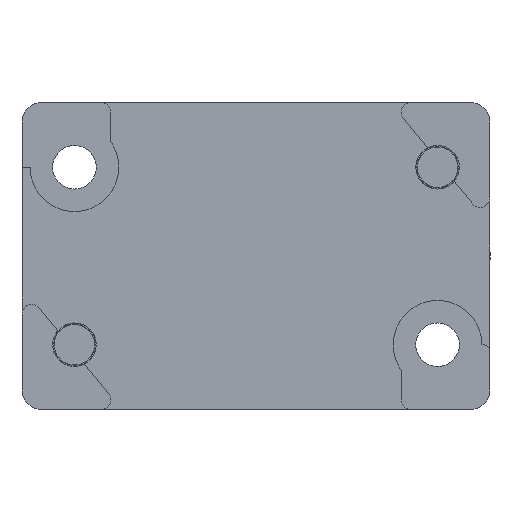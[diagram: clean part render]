
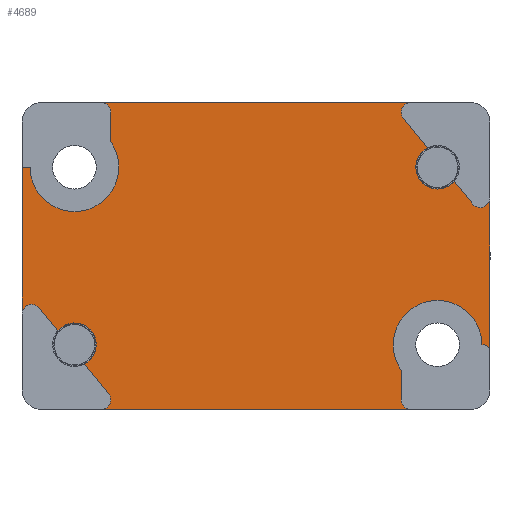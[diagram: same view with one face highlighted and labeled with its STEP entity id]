
A CAD part, front view. The second image highlights one B-rep face of the part: STEP entity #4689.
In plain terms, the highlighted planar face has unit normal (0, -1, 0).
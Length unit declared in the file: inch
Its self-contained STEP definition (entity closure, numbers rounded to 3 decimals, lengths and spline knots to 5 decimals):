
#525=LINE('',#13414,#873);
#553=LINE('',#13577,#901);
#583=LINE('',#13739,#931);
#586=LINE('',#13746,#934);
#588=LINE('',#13753,#936);
#591=LINE('',#13761,#939);
#594=LINE('',#13769,#942);
#598=LINE('',#13778,#946);
#601=LINE('',#13785,#949);
#603=LINE('',#13792,#951);
#606=LINE('',#13800,#954);
#609=LINE('',#13808,#957);
#873=VECTOR('',#6029,0.01);
#901=VECTOR('',#6121,0.05004);
#931=VECTOR('',#6215,0.18205);
#934=VECTOR('',#6224,0.95);
#936=VECTOR('',#6232,0.18189);
#939=VECTOR('',#6241,1.91996);
#942=VECTOR('',#6250,0.23553);
#946=VECTOR('',#6260,0.17992);
#949=VECTOR('',#6269,0.91);
#951=VECTOR('',#6277,0.18189);
#954=VECTOR('',#6286,1.91996);
#957=VECTOR('',#6295,0.23553);
#1264=FACE_OUTER_BOUND('',#1548,.T.);
#1548=EDGE_LOOP('',(#3975,#3976,#3977,#3978,#3979,#3980,#3981,#3982,#3983,
#3984,#3985,#3986,#3987,#3988,#3989,#3990,#3991,#3992,#3993,#3994,#3995,
#3996,#3997,#3998));
#1764=CIRCLE('',#5087,0.04);
#1794=CIRCLE('',#5155,0.06);
#1795=CIRCLE('',#5158,0.275);
#1796=CIRCLE('',#5161,0.06);
#1797=CIRCLE('',#5164,0.06);
#1798=CIRCLE('',#5167,0.135);
#1799=CIRCLE('',#5170,0.06004);
#1800=CIRCLE('',#5173,0.275);
#1801=CIRCLE('',#5176,0.06);
#1802=CIRCLE('',#5179,0.06);
#1803=CIRCLE('',#5182,0.135);
#1804=CIRCLE('',#5183,0.135);
#2084=VERTEX_POINT('',#13403);
#2085=VERTEX_POINT('',#13405);
#2087=VERTEX_POINT('',#13413);
#2115=VERTEX_POINT('',#13574);
#2116=VERTEX_POINT('',#13576);
#2141=VERTEX_POINT('',#13736);
#2142=VERTEX_POINT('',#13738);
#2143=VERTEX_POINT('',#13742);
#2144=VERTEX_POINT('',#13748);
#2145=VERTEX_POINT('',#13752);
#2146=VERTEX_POINT('',#13756);
#2147=VERTEX_POINT('',#13760);
#2148=VERTEX_POINT('',#13764);
#2149=VERTEX_POINT('',#13768);
#2150=VERTEX_POINT('',#13772);
#2151=VERTEX_POINT('',#13777);
#2152=VERTEX_POINT('',#13781);
#2153=VERTEX_POINT('',#13787);
#2154=VERTEX_POINT('',#13791);
#2155=VERTEX_POINT('',#13795);
#2156=VERTEX_POINT('',#13799);
#2157=VERTEX_POINT('',#13803);
#2158=VERTEX_POINT('',#13807);
#2159=VERTEX_POINT('',#13811);
#2657=EDGE_CURVE('',#2084,#2085,#1764,.F.);
#2661=EDGE_CURVE('',#2085,#2087,#525,.F.);
#2706=EDGE_CURVE('',#2115,#2116,#553,.F.);
#2752=EDGE_CURVE('',#2141,#2142,#583,.T.);
#2755=EDGE_CURVE('',#2142,#2143,#1794,.F.);
#2756=EDGE_CURVE('',#2143,#2084,#586,.F.);
#2758=EDGE_CURVE('',#2087,#2144,#1795,.F.);
#2759=EDGE_CURVE('',#2144,#2145,#588,.F.);
#2761=EDGE_CURVE('',#2145,#2146,#1796,.F.);
#2763=EDGE_CURVE('',#2146,#2147,#591,.F.);
#2765=EDGE_CURVE('',#2147,#2148,#1797,.F.);
#2767=EDGE_CURVE('',#2148,#2149,#594,.T.);
#2769=EDGE_CURVE('',#2149,#2150,#1798,.F.);
#2772=EDGE_CURVE('',#2150,#2151,#598,.T.);
#2774=EDGE_CURVE('',#2151,#2152,#1799,.F.);
#2776=EDGE_CURVE('',#2152,#2115,#601,.T.);
#2778=EDGE_CURVE('',#2116,#2153,#1800,.F.);
#2779=EDGE_CURVE('',#2153,#2154,#603,.T.);
#2781=EDGE_CURVE('',#2154,#2155,#1801,.F.);
#2783=EDGE_CURVE('',#2155,#2156,#606,.T.);
#2785=EDGE_CURVE('',#2156,#2157,#1802,.F.);
#2787=EDGE_CURVE('',#2157,#2158,#609,.T.);
#2789=EDGE_CURVE('',#2158,#2159,#1803,.F.);
#2791=EDGE_CURVE('',#2159,#2141,#1804,.F.);
#3975=ORIENTED_EDGE('',*,*,#2789,.F.);
#3976=ORIENTED_EDGE('',*,*,#2787,.F.);
#3977=ORIENTED_EDGE('',*,*,#2785,.F.);
#3978=ORIENTED_EDGE('',*,*,#2783,.F.);
#3979=ORIENTED_EDGE('',*,*,#2781,.F.);
#3980=ORIENTED_EDGE('',*,*,#2779,.F.);
#3981=ORIENTED_EDGE('',*,*,#2778,.F.);
#3982=ORIENTED_EDGE('',*,*,#2706,.F.);
#3983=ORIENTED_EDGE('',*,*,#2776,.F.);
#3984=ORIENTED_EDGE('',*,*,#2774,.F.);
#3985=ORIENTED_EDGE('',*,*,#2772,.F.);
#3986=ORIENTED_EDGE('',*,*,#2769,.F.);
#3987=ORIENTED_EDGE('',*,*,#2767,.F.);
#3988=ORIENTED_EDGE('',*,*,#2765,.F.);
#3989=ORIENTED_EDGE('',*,*,#2763,.F.);
#3990=ORIENTED_EDGE('',*,*,#2761,.F.);
#3991=ORIENTED_EDGE('',*,*,#2759,.F.);
#3992=ORIENTED_EDGE('',*,*,#2758,.F.);
#3993=ORIENTED_EDGE('',*,*,#2661,.F.);
#3994=ORIENTED_EDGE('',*,*,#2657,.F.);
#3995=ORIENTED_EDGE('',*,*,#2756,.F.);
#3996=ORIENTED_EDGE('',*,*,#2755,.F.);
#3997=ORIENTED_EDGE('',*,*,#2752,.F.);
#3998=ORIENTED_EDGE('',*,*,#2791,.F.);
#4463=PLANE('',#5184);
#4689=ADVANCED_FACE('',(#1264),#4463,.F.);
#5087=AXIS2_PLACEMENT_3D('',#13406,#6020,#6021);
#5155=AXIS2_PLACEMENT_3D('',#13744,#6220,#6221);
#5158=AXIS2_PLACEMENT_3D('',#13750,#6228,#6229);
#5161=AXIS2_PLACEMENT_3D('',#13757,#6236,#6237);
#5164=AXIS2_PLACEMENT_3D('',#13765,#6245,#6246);
#5167=AXIS2_PLACEMENT_3D('',#13773,#6254,#6255);
#5170=AXIS2_PLACEMENT_3D('',#13782,#6264,#6265);
#5173=AXIS2_PLACEMENT_3D('',#13789,#6273,#6274);
#5176=AXIS2_PLACEMENT_3D('',#13796,#6281,#6282);
#5179=AXIS2_PLACEMENT_3D('',#13804,#6290,#6291);
#5182=AXIS2_PLACEMENT_3D('',#13812,#6299,#6300);
#5183=AXIS2_PLACEMENT_3D('',#13814,#6302,#6303);
#5184=AXIS2_PLACEMENT_3D('',#13815,#6304,#6305);
#6020=DIRECTION('center_axis',(0.,1.,0.));
#6021=DIRECTION('ref_axis',(0.,0.,1.));
#6029=DIRECTION('',(1.,0.,0.));
#6121=DIRECTION('',(-1.,0.,0.));
#6215=DIRECTION('',(0.63,0.,-0.777));
#6220=DIRECTION('center_axis',(0.,1.,0.));
#6221=DIRECTION('ref_axis',(0.,0.,1.));
#6224=DIRECTION('',(0.,0.,1.));
#6228=DIRECTION('center_axis',(0.,1.,0.));
#6229=DIRECTION('ref_axis',(0.,0.,1.));
#6232=DIRECTION('',(0.,0.,1.));
#6236=DIRECTION('center_axis',(0.,1.,0.));
#6237=DIRECTION('ref_axis',(0.,0.,1.));
#6241=DIRECTION('',(1.,0.,0.));
#6245=DIRECTION('center_axis',(0.,1.,0.));
#6246=DIRECTION('ref_axis',(0.,0.,1.));
#6250=DIRECTION('',(-0.63,0.,0.777));
#6254=DIRECTION('center_axis',(0.,1.,0.));
#6255=DIRECTION('ref_axis',(0.,0.,1.));
#6260=DIRECTION('',(-0.63,0.,0.777));
#6264=DIRECTION('center_axis',(0.,1.,0.));
#6265=DIRECTION('ref_axis',(0.,0.,1.));
#6269=DIRECTION('',(0.,0.,1.));
#6273=DIRECTION('center_axis',(0.,1.,0.));
#6274=DIRECTION('ref_axis',(0.,0.,1.));
#6277=DIRECTION('',(0.,0.,1.));
#6281=DIRECTION('center_axis',(0.,1.,0.));
#6282=DIRECTION('ref_axis',(0.,0.,1.));
#6286=DIRECTION('',(1.,0.,0.));
#6290=DIRECTION('center_axis',(0.,1.,0.));
#6291=DIRECTION('ref_axis',(0.,0.,1.));
#6295=DIRECTION('',(0.63,0.,-0.777));
#6299=DIRECTION('center_axis',(0.,1.,0.));
#6300=DIRECTION('ref_axis',(0.,0.,1.));
#6302=DIRECTION('center_axis',(0.,1.,0.));
#6303=DIRECTION('ref_axis',(0.,0.,1.));
#6304=DIRECTION('center_axis',(0.,1.,0.));
#6305=DIRECTION('ref_axis',(0.,0.,1.));
#13403=CARTESIAN_POINT('',(1.44996,0.,2.10088));
#13405=CARTESIAN_POINT('',(1.40996,0.,2.14088));
#13406=CARTESIAN_POINT('Origin',(1.40996,0.,2.10088));
#13413=CARTESIAN_POINT('',(1.39996,0.,2.14088));
#13414=CARTESIAN_POINT('',(1.39996,0.,2.14088));
#13574=CARTESIAN_POINT('',(-1.45004,0.,3.24088));
#13576=CARTESIAN_POINT('',(-1.4,0.,3.24088));
#13577=CARTESIAN_POINT('',(-1.4,0.,3.24088));
#13736=CARTESIAN_POINT('',(1.22867,0.,3.15445));
#13738=CARTESIAN_POINT('',(1.34337,0.,3.01308));
#13739=CARTESIAN_POINT('',(1.22867,0.,3.15445));
#13742=CARTESIAN_POINT('',(1.44996,0.,3.05088));
#13744=CARTESIAN_POINT('Origin',(1.38996,0.,3.05088));
#13746=CARTESIAN_POINT('',(1.44996,0.,2.10088));
#13748=CARTESIAN_POINT('',(0.89996,0.,1.98277));
#13750=CARTESIAN_POINT('Origin',(1.12496,0.,2.14088));
#13752=CARTESIAN_POINT('',(0.89996,0.,1.80088));
#13753=CARTESIAN_POINT('',(0.89996,0.,1.80088));
#13756=CARTESIAN_POINT('',(0.95996,0.,1.74088));
#13757=CARTESIAN_POINT('Origin',(0.95996,0.,1.80088));
#13760=CARTESIAN_POINT('',(-0.96,0.,1.74088));
#13761=CARTESIAN_POINT('',(-0.96,0.,1.74088));
#13764=CARTESIAN_POINT('',(-0.91341,0.,1.83868));
#13765=CARTESIAN_POINT('Origin',(-0.96,0.,1.80088));
#13768=CARTESIAN_POINT('',(-1.0618,0.,2.02159));
#13769=CARTESIAN_POINT('',(-0.91341,0.,1.83868));
#13772=CARTESIAN_POINT('',(-1.22871,0.,2.22731));
#13773=CARTESIAN_POINT('Origin',(-1.125,0.,2.14088));
#13777=CARTESIAN_POINT('',(-1.34207,0.,2.36703));
#13778=CARTESIAN_POINT('',(-1.22871,0.,2.22731));
#13781=CARTESIAN_POINT('',(-1.45004,0.,2.33088));
#13782=CARTESIAN_POINT('Origin',(-1.39,0.,2.33088));
#13785=CARTESIAN_POINT('',(-1.45004,0.,2.33088));
#13787=CARTESIAN_POINT('',(-0.9,0.,3.399));
#13789=CARTESIAN_POINT('Origin',(-1.125,0.,3.24088));
#13791=CARTESIAN_POINT('',(-0.9,0.,3.58088));
#13792=CARTESIAN_POINT('',(-0.9,0.,3.399));
#13795=CARTESIAN_POINT('',(-0.96,0.,3.64088));
#13796=CARTESIAN_POINT('Origin',(-0.96,0.,3.58088));
#13799=CARTESIAN_POINT('',(0.95996,0.,3.64088));
#13800=CARTESIAN_POINT('',(-0.96,0.,3.64088));
#13803=CARTESIAN_POINT('',(0.91337,0.,3.54308));
#13804=CARTESIAN_POINT('Origin',(0.95996,0.,3.58088));
#13807=CARTESIAN_POINT('',(1.06176,0.,3.36017));
#13808=CARTESIAN_POINT('',(0.91337,0.,3.54308));
#13811=CARTESIAN_POINT('',(1.12496,0.,3.10588));
#13812=CARTESIAN_POINT('Origin',(1.12496,0.,3.24088));
#13814=CARTESIAN_POINT('Origin',(1.12496,0.,3.24088));
#13815=CARTESIAN_POINT('Origin',(0.0395,0.,0.));
